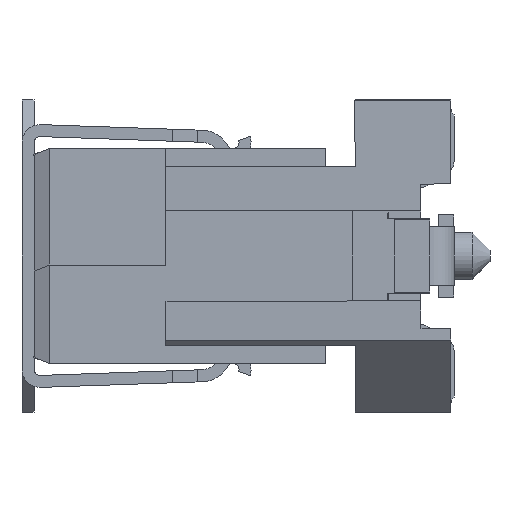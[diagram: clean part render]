
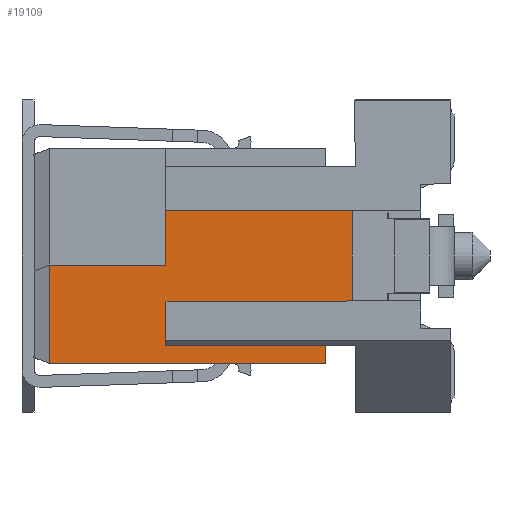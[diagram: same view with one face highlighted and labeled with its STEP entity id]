
A CAD part, left-side view. The second image highlights one B-rep face of the part: STEP entity #19109.
In plain terms, the highlighted planar face has unit normal (-1, 0, 0).
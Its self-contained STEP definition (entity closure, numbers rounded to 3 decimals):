
#2617=ORIENTED_EDGE('',*,*,#10140,.T.);
#2618=ORIENTED_EDGE('',*,*,#10141,.T.);
#2619=ORIENTED_EDGE('',*,*,#10142,.T.);
#2620=ORIENTED_EDGE('',*,*,#10143,.F.);
#2621=ORIENTED_EDGE('',*,*,#10144,.T.);
#2622=ORIENTED_EDGE('',*,*,#10145,.T.);
#2623=ORIENTED_EDGE('',*,*,#10146,.F.);
#2624=ORIENTED_EDGE('',*,*,#10112,.F.);
#2625=ORIENTED_EDGE('',*,*,#9218,.F.);
#2626=ORIENTED_EDGE('',*,*,#10147,.T.);
#9218=EDGE_CURVE('',#13071,#13072,#23830,.T.);
#10112=EDGE_CURVE('',#13072,#13769,#24640,.T.);
#10140=EDGE_CURVE('',#13788,#13789,#24667,.T.);
#10141=EDGE_CURVE('',#13789,#13790,#24668,.T.);
#10142=EDGE_CURVE('',#13790,#13791,#24669,.T.);
#10143=EDGE_CURVE('',#13792,#13791,#24670,.T.);
#10144=EDGE_CURVE('',#13792,#13793,#24671,.T.);
#10145=EDGE_CURVE('',#13793,#13794,#24672,.T.);
#10146=EDGE_CURVE('',#13769,#13794,#24673,.T.);
#10147=EDGE_CURVE('',#13071,#13788,#24674,.T.);
#13071=VERTEX_POINT('',#43001);
#13072=VERTEX_POINT('',#43002);
#13769=VERTEX_POINT('',#44780);
#13788=VERTEX_POINT('',#44833);
#13789=VERTEX_POINT('',#44834);
#13790=VERTEX_POINT('',#44836);
#13791=VERTEX_POINT('',#44838);
#13792=VERTEX_POINT('',#44840);
#13793=VERTEX_POINT('',#44842);
#13794=VERTEX_POINT('',#44844);
#14941=EDGE_LOOP('',(#2617,#2618,#2619,#2620,#2621,#2622,#2623,#2624,#2625,
#2626));
#16429=FACE_BOUND('',#14941,.T.);
#17889=PLANE('',#31355);
#19109=ADVANCED_FACE('',(#16429),#17889,.T.);
#23830=LINE('',#43000,#27510);
#24640=LINE('',#44779,#28320);
#24667=LINE('',#44832,#28347);
#24668=LINE('',#44835,#28348);
#24669=LINE('',#44837,#28349);
#24670=LINE('',#44839,#28350);
#24671=LINE('',#44841,#28351);
#24672=LINE('',#44843,#28352);
#24673=LINE('',#44845,#28353);
#24674=LINE('',#44846,#28354);
#27510=VECTOR('',#34778,1000.);
#28320=VECTOR('',#36130,1000.);
#28347=VECTOR('',#36171,1000.);
#28348=VECTOR('',#36172,1000.);
#28349=VECTOR('',#36173,1000.);
#28350=VECTOR('',#36174,1000.);
#28351=VECTOR('',#36175,1000.);
#28352=VECTOR('',#36176,1000.);
#28353=VECTOR('',#36177,1000.);
#28354=VECTOR('',#36178,1000.);
#31355=AXIS2_PLACEMENT_3D('',#44831,#36169,#36170);
#34778=DIRECTION('',(0.,-1.,0.));
#36130=DIRECTION('',(0.,0.,1.));
#36169=DIRECTION('',(-1.,0.,0.));
#36170=DIRECTION('',(0.,0.,1.));
#36171=DIRECTION('',(0.,-1.,0.));
#36172=DIRECTION('',(0.,0.,1.));
#36173=DIRECTION('',(0.,1.,0.));
#36174=DIRECTION('',(0.,0.,-1.));
#36175=DIRECTION('',(0.,-1.,0.));
#36176=DIRECTION('',(0.,0.,1.));
#36177=DIRECTION('',(0.,-1.,0.));
#36178=DIRECTION('',(0.,0.,-1.));
#43000=CARTESIAN_POINT('',(-8.235,-1.375,-0.15));
#43001=CARTESIAN_POINT('',(-8.235,3.225,-0.15));
#43002=CARTESIAN_POINT('',(-8.235,1.275,-0.15));
#44779=CARTESIAN_POINT('',(-8.235,1.275,1.49));
#44780=CARTESIAN_POINT('',(-8.235,1.275,1.));
#44831=CARTESIAN_POINT('',(-8.235,3.475,-2.6));
#44832=CARTESIAN_POINT('',(-8.235,3.475,-1.79));
#44833=CARTESIAN_POINT('',(-8.235,3.225,-1.79));
#44834=CARTESIAN_POINT('',(-8.235,-1.375,-1.79));
#44835=CARTESIAN_POINT('',(-8.235,-1.375,-2.6));
#44836=CARTESIAN_POINT('',(-8.235,-1.375,-1.49));
#44837=CARTESIAN_POINT('',(-8.235,3.475,-1.49));
#44838=CARTESIAN_POINT('',(-8.235,1.275,-1.49));
#44839=CARTESIAN_POINT('',(-8.235,1.275,1.49));
#44840=CARTESIAN_POINT('',(-8.235,1.275,-1.));
#44841=CARTESIAN_POINT('',(-8.235,3.475,-1.));
#44842=CARTESIAN_POINT('',(-8.235,-1.825,-1.));
#44843=CARTESIAN_POINT('',(-8.235,-1.825,-2.6));
#44844=CARTESIAN_POINT('',(-8.235,-1.825,1.));
#44845=CARTESIAN_POINT('',(-8.235,1.275,1.));
#44846=CARTESIAN_POINT('',(-8.235,3.225,-2.6));
